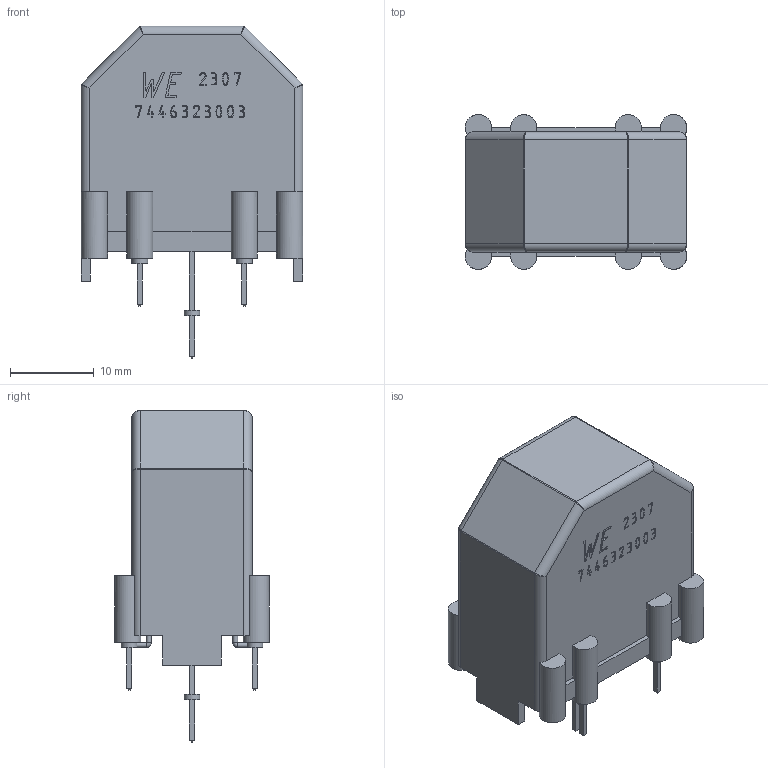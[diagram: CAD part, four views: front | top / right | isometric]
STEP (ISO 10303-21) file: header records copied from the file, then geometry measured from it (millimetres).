
FILE_DESCRIPTION( ( 'Unknown' ), '1' );
FILE_NAME( '7446323003.stp', 'Unknown', ( 'Unknown' ), ( 'Unknown' ), 'XStep 1.0', 'Unknown', ' ' );
FILE_SCHEMA( ( 'automotive_design' ) );
Length unit declared in the file: millimetre
Products named in the file (6): Assem1; 7446323003; Pin
Bounding box: 26.5 x 18.5 x 39.7 mm (x, y, z)
Volume: 9950.7 mm3; surface area: 15043.3 mm2
Topology: 13 solids, 13 shells, 1057 faces, 2423 edges, 1442 vertices
Faces by surface type: plane 498, cylinder 269, torus 120, bspline 96, extrusion 74
Full cylindrical faces by diameter (mm): 0.6 x204, 1.9 x5, 3.15 x16, 10 x2, 20 x2
Entity records: 26107 total; most frequent: CARTESIAN_POINT 12442, ORIENTED_EDGE 1824, DIRECTION 1813, EDGE_CURVE 912, EDGE_LOOP 748, FACE_OUTER_BOUND 716, AXIS2_PLACEMENT_3D 711, VERTEX_POINT 674
